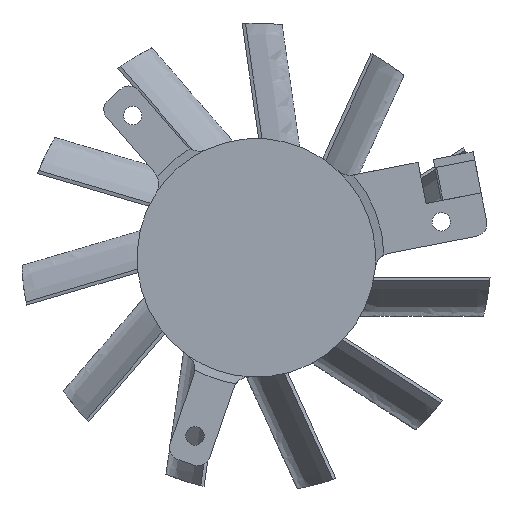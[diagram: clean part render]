
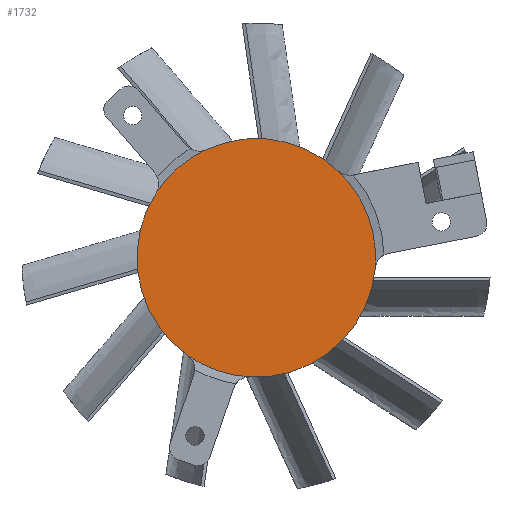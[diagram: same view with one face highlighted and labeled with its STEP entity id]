
A CAD part, front view. The second image highlights one B-rep face of the part: STEP entity #1732.
In plain terms, the highlighted planar face has unit normal (0, -1, 0).
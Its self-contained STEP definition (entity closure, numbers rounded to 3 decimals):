
#490=CARTESIAN_POINT('',(0.,0.,
0.));
#491=DIRECTION('',(0.,1.,0.));
#492=DIRECTION('',(0.685,0.,0.729));
#493=AXIS2_PLACEMENT_3D('',#490,#491,#492);
#495=CARTESIAN_POINT('',(0.,0.,0.));
#496=DIRECTION('',(0.,1.,0.));
#497=DIRECTION('',(0.996,0.,-0.089));
#498=AXIS2_PLACEMENT_3D('',#495,#496,#497);
#500=CARTESIAN_POINT('',(0.,0.,
0.));
#501=DIRECTION('',(0.,1.,0.));
#502=DIRECTION('',(-0.051,0.,-0.999));
#503=AXIS2_PLACEMENT_3D('',#500,#501,#502);
#505=CARTESIAN_POINT('',(0.,0.,0.));
#506=DIRECTION('',(0.,1.,0.));
#507=DIRECTION('',(-0.575,0.,-0.818));
#508=AXIS2_PLACEMENT_3D('',#505,#506,#507);
#510=CARTESIAN_POINT('',(0.,0.,0.));
#511=DIRECTION('',(0.,1.,0.));
#512=DIRECTION('',(-0.839,0.,0.543));
#513=AXIS2_PLACEMENT_3D('',#510,#511,#512);
#515=CARTESIAN_POINT('',(0.,0.,0.));
#516=DIRECTION('',(0.,1.,0.));
#517=DIRECTION('',(-0.421,0.,0.907));
#518=AXIS2_PLACEMENT_3D('',#515,#516,#517);
#626=CARTESIAN_POINT('',(-11.962,0.,7.745));
#642=CARTESIAN_POINT('',(-6.005,0.,12.923));
#870=VERTEX_POINT('',#626);
#871=VERTEX_POINT('',#642);
#872=CARTESIAN_POINT('',(9.759,0.,10.384));
#873=VERTEX_POINT('',#872);
#922=CARTESIAN_POINT('',(14.194,0.,-1.261));
#923=VERTEX_POINT('',#922);
#925=CARTESIAN_POINT('',(-0.726,0.,
-14.231));
#926=VERTEX_POINT('',#925);
#941=CARTESIAN_POINT('',(-8.189,0.,
-11.662));
#942=VERTEX_POINT('',#941);
#1717=CARTESIAN_POINT('',(0.,0.,0.));
#1718=DIRECTION('',(0.,1.,0.));
#1719=DIRECTION('',(1.,0.,0.));
#1720=AXIS2_PLACEMENT_3D('',#1717,#1718,#1719);
#1721=PLANE('',#1720);
#1723=ORIENTED_EDGE('',*,*,#1722,.T.);
#1724=ORIENTED_EDGE('',*,*,#1711,.T.);
#1725=ORIENTED_EDGE('',*,*,#1193,.T.);
#1726=ORIENTED_EDGE('',*,*,#1300,.T.);
#1728=ORIENTED_EDGE('',*,*,#1727,.T.);
#1729=ORIENTED_EDGE('',*,*,#1416,.T.);
#1730=EDGE_LOOP('',(#1723,#1724,#1725,#1726,#1728,#1729));
#1731=FACE_OUTER_BOUND('',#1730,.F.);
#1732=ADVANCED_FACE('',(#1731),#1721,.F.);
#494=CIRCLE('',#493,14.25);
#499=CIRCLE('',#498,14.25);
#504=CIRCLE('',#503,14.25);
#509=CIRCLE('',#508,14.25);
#514=CIRCLE('',#513,14.25);
#519=CIRCLE('',#518,14.25);
#1193=EDGE_CURVE('',#926,#942,#504,.T.);
#1300=EDGE_CURVE('',#942,#870,#509,.T.);
#1416=EDGE_CURVE('',#871,#873,#519,.T.);
#1711=EDGE_CURVE('',#923,#926,#499,.T.);
#1722=EDGE_CURVE('',#873,#923,#494,.T.);
#1727=EDGE_CURVE('',#870,#871,#514,.T.);
